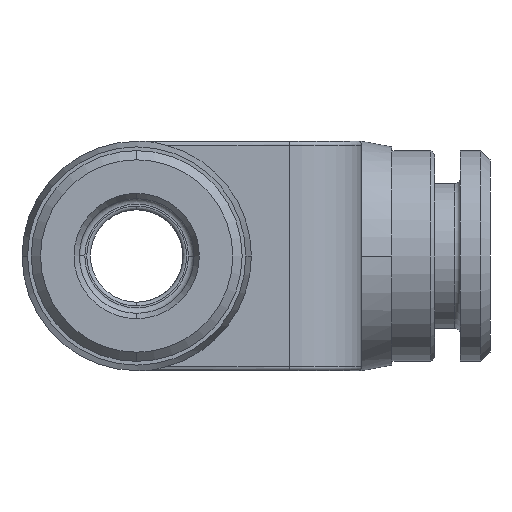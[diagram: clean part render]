
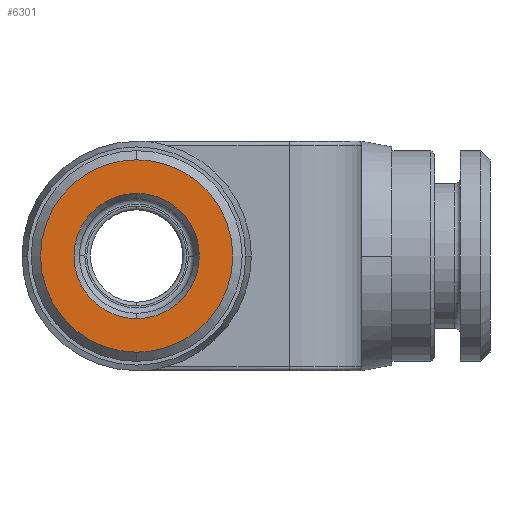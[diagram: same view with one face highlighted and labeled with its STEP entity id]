
A CAD part, left-side view. The second image highlights one B-rep face of the part: STEP entity #6301.
In plain terms, the highlighted planar face has unit normal (-1, 0, 0).
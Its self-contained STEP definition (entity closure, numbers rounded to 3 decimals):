
#1838=CARTESIAN_POINT('',(-19.1,0.,0.));
#1839=DIRECTION('',(-1.,0.,0.));
#1840=DIRECTION('',(0.,0.,-1.));
#1841=AXIS2_PLACEMENT_3D('',#1838,#1839,#1840);
#1851=CARTESIAN_POINT('',(-19.1,0.,0.));
#1852=DIRECTION('',(1.,0.,0.));
#1853=DIRECTION('',(0.,0.,-1.));
#1854=AXIS2_PLACEMENT_3D('',#1851,#1852,#1853);
#1856=CARTESIAN_POINT('',(-19.1,0.,0.));
#1857=DIRECTION('',(1.,0.,0.));
#1858=DIRECTION('',(0.,0.,-1.));
#1859=AXIS2_PLACEMENT_3D('',#1856,#1857,#1858);
#1861=CARTESIAN_POINT('',(-19.1,0.,0.));
#1862=DIRECTION('',(-1.,0.,0.));
#1863=DIRECTION('',(0.,0.,-1.));
#1864=AXIS2_PLACEMENT_3D('',#1861,#1862,#1863);
#4336=CARTESIAN_POINT('',(-19.1,0.,-3.389));
#4338=VERTEX_POINT('',#4336);
#4339=CARTESIAN_POINT('',(-19.1,0.,-5.2));
#4341=VERTEX_POINT('',#4339);
#4346=CARTESIAN_POINT('',(-19.1,0.,3.389));
#4348=VERTEX_POINT('',#4346);
#4349=CARTESIAN_POINT('',(-19.1,0.,5.2));
#4351=VERTEX_POINT('',#4349);
#6286=CARTESIAN_POINT('',(-19.1,0.,0.));
#6287=DIRECTION('',(-1.,0.,0.));
#6288=DIRECTION('',(0.,0.,1.));
#6289=AXIS2_PLACEMENT_3D('',#6286,#6287,#6288);
#6290=PLANE('',#6289);
#6291=ORIENTED_EDGE('',*,*,#6265,.F.);
#6292=ORIENTED_EDGE('',*,*,#6281,.T.);
#6293=EDGE_LOOP('',(#6291,#6292));
#6294=FACE_OUTER_BOUND('',#6293,.F.);
#6296=ORIENTED_EDGE('',*,*,#6295,.F.);
#6298=ORIENTED_EDGE('',*,*,#6297,.T.);
#6299=EDGE_LOOP('',(#6296,#6298));
#6300=FACE_BOUND('',#6299,.F.);
#6301=ADVANCED_FACE('',(#6294,#6300),#6290,.T.);
#1842=CIRCLE('',#1841,5.2);
#1855=CIRCLE('',#1854,5.2);
#1860=CIRCLE('',#1859,3.389);
#1865=CIRCLE('',#1864,3.389);
#6265=EDGE_CURVE('',#4341,#4351,#1842,.T.);
#6281=EDGE_CURVE('',#4341,#4351,#1855,.T.);
#6295=EDGE_CURVE('',#4338,#4348,#1860,.T.);
#6297=EDGE_CURVE('',#4338,#4348,#1865,.T.);
